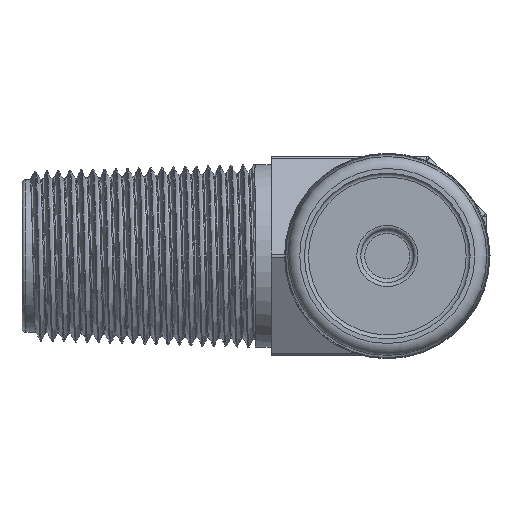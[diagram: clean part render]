
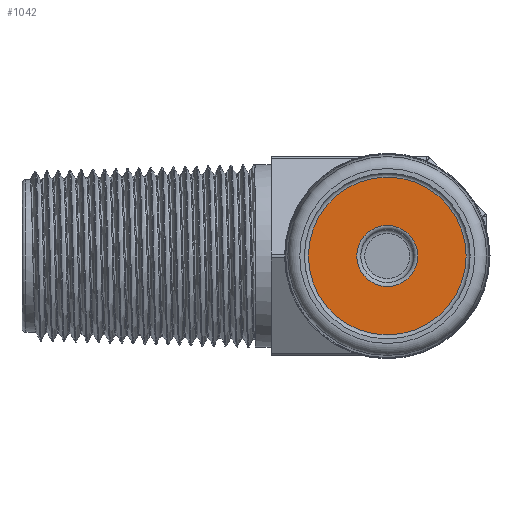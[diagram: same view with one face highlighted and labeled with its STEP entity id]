
A CAD part, left-side view. The second image highlights one B-rep face of the part: STEP entity #1042.
In plain terms, the highlighted planar face has unit normal (-1, 0, 0).
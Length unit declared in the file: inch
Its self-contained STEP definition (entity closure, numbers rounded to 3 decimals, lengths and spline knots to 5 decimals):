
#41=PLANE('',#1151);
#224=FACE_BOUND('',#339,.T.);
#252=FACE_OUTER_BOUND('',#338,.T.);
#338=EDGE_LOOP('',(#775));
#339=EDGE_LOOP('',(#776));
#446=CIRCLE('',#1150,0.23);
#447=CIRCLE('',#1152,0.595);
#526=VERTEX_POINT('',#2067);
#527=VERTEX_POINT('',#2070);
#623=EDGE_CURVE('',#526,#526,#446,.T.);
#624=EDGE_CURVE('',#527,#527,#447,.T.);
#775=ORIENTED_EDGE('',*,*,#624,.F.);
#776=ORIENTED_EDGE('',*,*,#623,.F.);
#1042=ADVANCED_FACE('',(#252,#224),#41,.T.);
#1150=AXIS2_PLACEMENT_3D('',#2068,#1318,#1319);
#1151=AXIS2_PLACEMENT_3D('',#2069,#1320,#1321);
#1152=AXIS2_PLACEMENT_3D('',#2071,#1322,#1323);
#1318=DIRECTION('center_axis',(-1.,0.,0.));
#1319=DIRECTION('ref_axis',(0.,-1.,0.));
#1320=DIRECTION('center_axis',(-1.,0.,0.));
#1321=DIRECTION('ref_axis',(0.,0.,1.));
#1322=DIRECTION('center_axis',(1.,0.,0.));
#1323=DIRECTION('ref_axis',(0.,-1.,0.));
#2067=CARTESIAN_POINT('',(1.5725,0.23,0.));
#2068=CARTESIAN_POINT('Origin',(1.5725,0.,0.));
#2069=CARTESIAN_POINT('Origin',(1.5725,0.625,0.));
#2070=CARTESIAN_POINT('',(1.5725,0.595,0.));
#2071=CARTESIAN_POINT('Origin',(1.5725,0.,0.));
